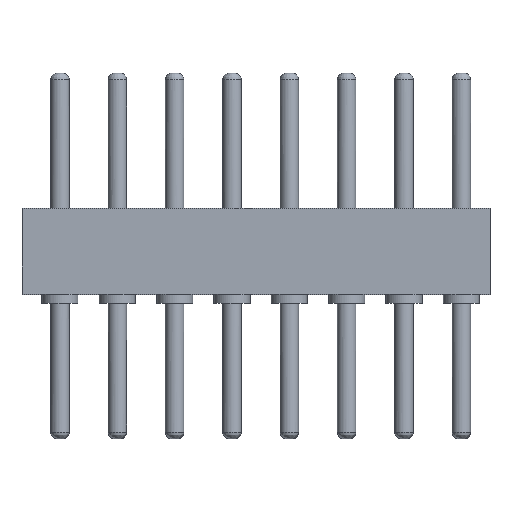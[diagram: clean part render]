
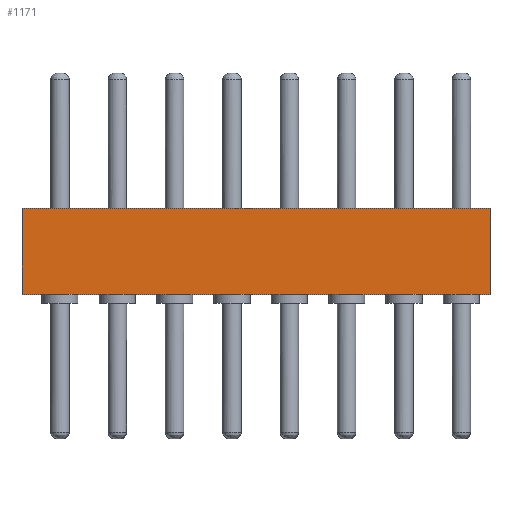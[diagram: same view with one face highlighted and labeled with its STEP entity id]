
A CAD part, top view. The second image highlights one B-rep face of the part: STEP entity #1171.
In plain terms, the highlighted planar face has unit normal (0, 0, 1).
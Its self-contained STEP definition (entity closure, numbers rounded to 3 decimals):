
#35=CARTESIAN_POINT('',(10.365,1.9,0.));
#36=VERTEX_POINT('',#35);
#37=CARTESIAN_POINT('',(0.,1.9,0.));
#38=VERTEX_POINT('',#37);
#39=CARTESIAN_POINT('',(10.365,1.9,0.));
#40=CARTESIAN_POINT('',(8.292,1.9,0.));
#41=CARTESIAN_POINT('',(6.219,1.9,0.));
#42=CARTESIAN_POINT('',(4.146,1.9,0.));
#43=CARTESIAN_POINT('',(2.073,1.9,0.));
#44=CARTESIAN_POINT('',(0.,1.9,0.));
#45=B_SPLINE_CURVE_WITH_KNOTS('',5,(#39,#40,#41,#42,#43,#44),.UNSPECIFIED.,.F.,.U.,(6,6),(15.445,25.81),.UNSPECIFIED.);
#46=EDGE_CURVE('',#36,#38,#45,.T.);
#1135=CARTESIAN_POINT('',(5.233,0.95,0.));
#1136=DIRECTION('',(1.,0.,0.));
#1137=DIRECTION('',(0.,0.,1.));
#1138=AXIS2_PLACEMENT_3D('',#1135,#1137,#1136);
#1139=PLANE('',#1138);
#1140=CARTESIAN_POINT('',(0.,0.,0.));
#1141=VERTEX_POINT('',#1140);
#1142=CARTESIAN_POINT('',(0.,1.9,0.));
#1143=CARTESIAN_POINT('',(0.,1.52,0.));
#1144=CARTESIAN_POINT('',(0.,1.14,0.));
#1145=CARTESIAN_POINT('',(0.,0.76,0.));
#1146=CARTESIAN_POINT('',(0.,0.38,0.));
#1147=CARTESIAN_POINT('',(0.,0.,0.));
#1148=B_SPLINE_CURVE_WITH_KNOTS('',5,(#1142,#1143,#1144,#1145,#1146,#1147),.UNSPECIFIED.,.F.,.U.,(6,6),(0.,1.9),.UNSPECIFIED.);
#1149=EDGE_CURVE('',#38,#1141,#1148,.T.);
#1150=ORIENTED_EDGE('',*,*,#1149,.T.);
#1151=CARTESIAN_POINT('',(10.365,0.,0.));
#1152=VERTEX_POINT('',#1151);
#1153=CARTESIAN_POINT('',(10.365,0.,0.));
#1154=CARTESIAN_POINT('',(8.292,0.,0.));
#1155=CARTESIAN_POINT('',(6.219,0.,0.));
#1156=CARTESIAN_POINT('',(4.146,0.,0.));
#1157=CARTESIAN_POINT('',(2.073,0.,0.));
#1158=CARTESIAN_POINT('',(0.,0.,0.));
#1159=B_SPLINE_CURVE_WITH_KNOTS('',5,(#1153,#1154,#1155,#1156,#1157,#1158),.UNSPECIFIED.,.F.,.U.,(6,6),(15.445,25.81),.UNSPECIFIED.);
#1160=EDGE_CURVE('',#1152,#1141,#1159,.T.);
#1161=ORIENTED_EDGE('',*,*,#1160,.F.);
#1162=CARTESIAN_POINT('',(10.365,0.,0.));
#1163=DIRECTION('',(0.,1.,0.));
#1164=VECTOR('',#1163,1.9);
#1165=LINE('',#1162,#1164);
#1166=EDGE_CURVE('',#1152,#36,#1165,.T.);
#1167=ORIENTED_EDGE('',*,*,#1166,.T.);
#1168=ORIENTED_EDGE('',*,*,#46,.T.);
#1169=EDGE_LOOP('',(#1150,#1161,#1167,#1168));
#1170=FACE_OUTER_BOUND('',#1169,.T.);
#1171=ADVANCED_FACE('',(#1170),#1139,.T.);
